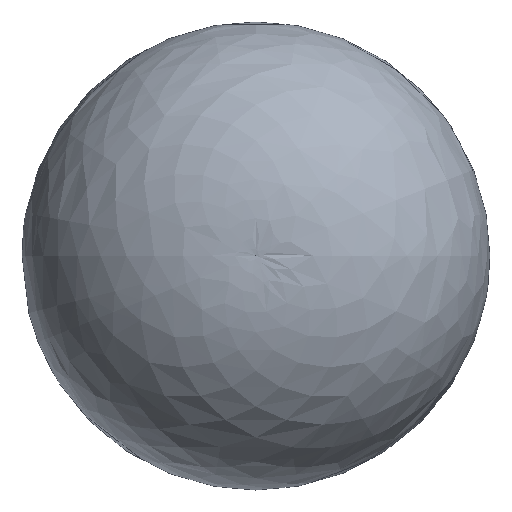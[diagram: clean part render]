
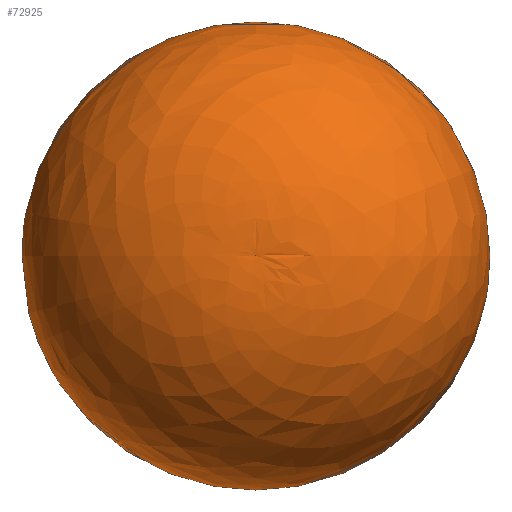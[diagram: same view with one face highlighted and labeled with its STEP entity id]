
A CAD part, top view. The second image highlights one B-rep face of the part: STEP entity #72925.
In plain terms, the highlighted free-form (B-spline) face has degree [2, 2] with [5, 9] control points.
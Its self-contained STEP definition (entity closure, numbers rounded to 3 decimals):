
#215=(
BOUNDED_CURVE()
B_SPLINE_CURVE(2,(#188046,#188047,#188048,#188049,#188050),
 .UNSPECIFIED.,.F.,.F.)
B_SPLINE_CURVE_WITH_KNOTS((3,2,3),(-1.379,0.157,
1.692),.UNSPECIFIED.)
CURVE()
GEOMETRIC_REPRESENTATION_ITEM()
RATIONAL_B_SPLINE_CURVE((1.,0.719,1.,0.719,1.))
REPRESENTATION_ITEM('')
);
#252=(
BOUNDED_SURFACE()
B_SPLINE_SURFACE(2,2,((#188000,#188001,#188002,#188003,#188004,#188005,
#188006,#188007,#188008),(#188009,#188010,#188011,#188012,#188013,#188014,
#188015,#188016,#188017),(#188018,#188019,#188020,#188021,#188022,#188023,
#188024,#188025,#188026),(#188027,#188028,#188029,#188030,#188031,#188032,
#188033,#188034,#188035),(#188036,#188037,#188038,#188039,#188040,#188041,
#188042,#188043,#188044)),.UNSPECIFIED.,.F.,.T.,.F.)
B_SPLINE_SURFACE_WITH_KNOTS((3,2,3),(3,2,2,2,3),(-1.692,-0.157,
1.379),(-3.142,-1.571,0.,1.571,
3.142),.UNSPECIFIED.)
GEOMETRIC_REPRESENTATION_ITEM()
RATIONAL_B_SPLINE_SURFACE(((1.,0.707,1.,0.707,1.,
0.707,1.,0.707,1.),(0.719,0.509,
0.719,0.509,0.719,0.509,0.719,
0.509,0.719),(1.,0.707,1.,0.707,
1.,0.707,1.,0.707,1.),(0.719,0.509,
0.719,0.509,0.719,0.509,0.719,
0.509,0.719),(1.,0.707,1.,0.707,
1.,0.707,1.,0.707,1.)))
REPRESENTATION_ITEM('')
SURFACE()
);
#14332=FACE_OUTER_BOUND('',#19898,.T.);
#19898=EDGE_LOOP('',(#62447,#62448,#62449,#62450));
#24176=CIRCLE('',#81323,475.941);
#24177=CIRCLE('',#81324,475.941);
#32777=VERTEX_POINT('',#187993);
#32778=VERTEX_POINT('',#187997);
#32779=VERTEX_POINT('',#188045);
#42646=EDGE_CURVE('',#32777,#32778,#24176,.T.);
#42647=EDGE_CURVE('',#32778,#32777,#24177,.T.);
#42648=EDGE_CURVE('',#32777,#32779,#215,.T.);
#62447=ORIENTED_EDGE('',*,*,#42647,.F.);
#62448=ORIENTED_EDGE('',*,*,#42646,.F.);
#62449=ORIENTED_EDGE('',*,*,#42648,.T.);
#62450=ORIENTED_EDGE('',*,*,#42648,.F.);
#72925=ADVANCED_FACE('',(#14332),#252,.F.);
#81323=AXIS2_PLACEMENT_3D('',#187998,#99878,#99879);
#81324=AXIS2_PLACEMENT_3D('',#187999,#99880,#99881);
#99878=DIRECTION('center_axis',(-1.,0.,0.));
#99879=DIRECTION('ref_axis',(0.,0.,1.));
#99880=DIRECTION('center_axis',(-1.,0.,0.));
#99881=DIRECTION('ref_axis',(0.,0.,1.));
#187993=CARTESIAN_POINT('',(-1496.762,185.,-475.941));
#187997=CARTESIAN_POINT('',(-1496.762,-290.941,0.));
#187998=CARTESIAN_POINT('Origin',(-1496.762,185.,0.));
#187999=CARTESIAN_POINT('Origin',(-1496.762,185.,0.));
#188000=CARTESIAN_POINT('Ctrl Pts',(1513.512,185.,0.));
#188001=CARTESIAN_POINT('Ctrl Pts',(1513.512,185.,0.));
#188002=CARTESIAN_POINT('Ctrl Pts',(1513.512,185.,0.));
#188003=CARTESIAN_POINT('Ctrl Pts',(1513.512,185.,0.));
#188004=CARTESIAN_POINT('Ctrl Pts',(1513.512,185.,0.));
#188005=CARTESIAN_POINT('Ctrl Pts',(1513.512,185.,0.));
#188006=CARTESIAN_POINT('Ctrl Pts',(1513.512,185.,0.));
#188007=CARTESIAN_POINT('Ctrl Pts',(1513.512,185.,0.));
#188008=CARTESIAN_POINT('Ctrl Pts',(1513.512,185.,0.));
#188009=CARTESIAN_POINT('Ctrl Pts',(1692.116,185.,-1461.184));
#188010=CARTESIAN_POINT('Ctrl Pts',(1692.116,-1276.184,
-1461.184));
#188011=CARTESIAN_POINT('Ctrl Pts',(1692.116,-1276.184,
0.));
#188012=CARTESIAN_POINT('Ctrl Pts',(1692.116,-1276.184,
1461.184));
#188013=CARTESIAN_POINT('Ctrl Pts',(1692.116,185.,1461.184));
#188014=CARTESIAN_POINT('Ctrl Pts',(1692.116,1646.184,1461.184));
#188015=CARTESIAN_POINT('Ctrl Pts',(1692.116,1646.184,0.));
#188016=CARTESIAN_POINT('Ctrl Pts',(1692.116,1646.184,-1461.184));
#188017=CARTESIAN_POINT('Ctrl Pts',(1692.116,185.,-1461.184));
#188018=CARTESIAN_POINT('Ctrl Pts',(238.118,185.,-1691.069));
#188019=CARTESIAN_POINT('Ctrl Pts',(238.118,-1506.069,
-1691.069));
#188020=CARTESIAN_POINT('Ctrl Pts',(238.118,-1506.069,
0.));
#188021=CARTESIAN_POINT('Ctrl Pts',(238.118,-1506.069,
1691.069));
#188022=CARTESIAN_POINT('Ctrl Pts',(238.118,185.,1691.069));
#188023=CARTESIAN_POINT('Ctrl Pts',(238.118,1876.069,1691.069));
#188024=CARTESIAN_POINT('Ctrl Pts',(238.118,1876.069,0.));
#188025=CARTESIAN_POINT('Ctrl Pts',(238.118,1876.069,-1691.069));
#188026=CARTESIAN_POINT('Ctrl Pts',(238.118,185.,-1691.069));
#188027=CARTESIAN_POINT('Ctrl Pts',(-1215.88,185.,
-1920.954));
#188028=CARTESIAN_POINT('Ctrl Pts',(-1215.88,-1735.954,
-1920.954));
#188029=CARTESIAN_POINT('Ctrl Pts',(-1215.88,-1735.954,
0.));
#188030=CARTESIAN_POINT('Ctrl Pts',(-1215.88,-1735.954,
1920.954));
#188031=CARTESIAN_POINT('Ctrl Pts',(-1215.88,185.,
1920.954));
#188032=CARTESIAN_POINT('Ctrl Pts',(-1215.88,2105.954,
1920.954));
#188033=CARTESIAN_POINT('Ctrl Pts',(-1215.88,2105.954,
0.));
#188034=CARTESIAN_POINT('Ctrl Pts',(-1215.88,2105.954,
-1920.954));
#188035=CARTESIAN_POINT('Ctrl Pts',(-1215.88,185.,
-1920.954));
#188036=CARTESIAN_POINT('Ctrl Pts',(-1496.762,185.,
-475.941));
#188037=CARTESIAN_POINT('Ctrl Pts',(-1496.762,-290.941,
-475.941));
#188038=CARTESIAN_POINT('Ctrl Pts',(-1496.762,-290.941,
0.));
#188039=CARTESIAN_POINT('Ctrl Pts',(-1496.762,-290.941,
475.941));
#188040=CARTESIAN_POINT('Ctrl Pts',(-1496.762,185.,
475.941));
#188041=CARTESIAN_POINT('Ctrl Pts',(-1496.762,660.941,
475.941));
#188042=CARTESIAN_POINT('Ctrl Pts',(-1496.762,660.941,
0.));
#188043=CARTESIAN_POINT('Ctrl Pts',(-1496.762,660.941,
-475.941));
#188044=CARTESIAN_POINT('Ctrl Pts',(-1496.762,185.,
-475.941));
#188045=CARTESIAN_POINT('',(1513.512,185.,0.));
#188046=CARTESIAN_POINT('Ctrl Pts',(-1496.762,185.,
-475.941));
#188047=CARTESIAN_POINT('Ctrl Pts',(-1215.88,185.,
-1920.954));
#188048=CARTESIAN_POINT('Ctrl Pts',(238.118,185.,-1691.069));
#188049=CARTESIAN_POINT('Ctrl Pts',(1692.116,185.,-1461.184));
#188050=CARTESIAN_POINT('Ctrl Pts',(1513.512,185.,0.));
